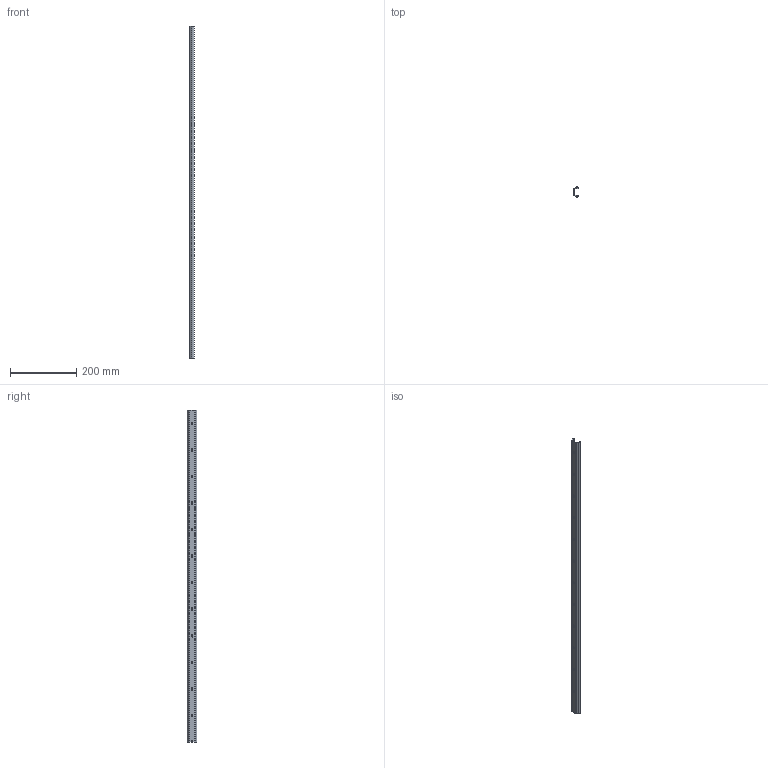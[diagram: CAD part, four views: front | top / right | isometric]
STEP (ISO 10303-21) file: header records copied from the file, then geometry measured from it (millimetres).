
FILE_DESCRIPTION (( 'STEP AP203' ), '1' );
FILE_NAME ('CRT_9E569A8614.step', '2022-11-14T09:28:19', ( '' ), ( '' ), 'SwSTEP 2.0', 'SolidWorks 2019', '' );
FILE_SCHEMA (( 'CONFIG_CONTROL_DESIGN' ));
Length unit declared in the file: inch
Products named in the file (3): lJlxsJEHf3_CADModel_0; CRT_9E569A8614
Assembly tree (1 placements, depth 2):
  lJlxsJEHf3_CADModel_0
  CRT_9E569A8614
    lJlxsJEHf3_CADModel_0
Bounding box: 15 x 29.53 x 1000 mm (x, y, z)
Volume: 114846.1 mm3; surface area: 97760 mm2
Topology: 1 solids, 1 shells, 86 faces, 252 edges, 168 vertices
Faces by surface type: cylinder 45, plane 41
Entity records: 3212 total; most frequent: DIRECTION 524, CARTESIAN_POINT 511, ORIENTED_EDGE 504, EDGE_CURVE 252, AXIS2_PLACEMENT_3D 181, VERTEX_POINT 168, VECTOR 162, LINE 162
